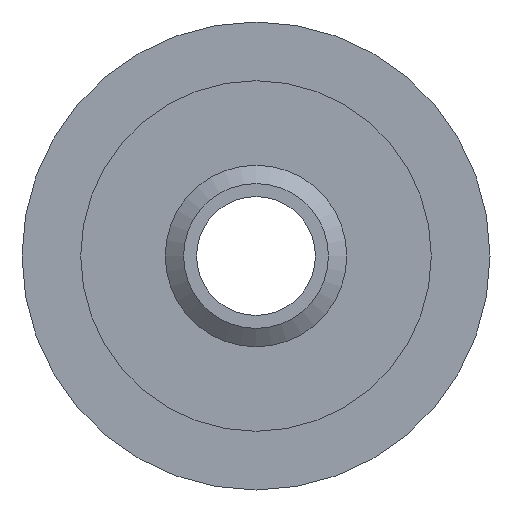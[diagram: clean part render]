
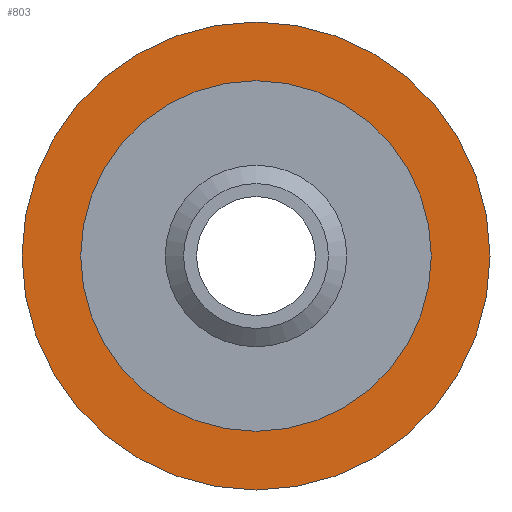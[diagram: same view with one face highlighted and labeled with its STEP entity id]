
A CAD part, front view. The second image highlights one B-rep face of the part: STEP entity #803.
In plain terms, the highlighted planar face has unit normal (0, -1, 0).
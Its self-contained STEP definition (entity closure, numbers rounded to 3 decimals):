
#77=FACE_BOUND('',#198,.T.);
#86=PLANE('',#935);
#138=FACE_OUTER_BOUND('',#197,.T.);
#197=EDGE_LOOP('',(#574,#575));
#198=EDGE_LOOP('',(#576,#577));
#307=CIRCLE('',#923,27.5);
#308=CIRCLE('',#924,27.5);
#313=CIRCLE('',#933,20.6);
#314=CIRCLE('',#934,20.6);
#356=VERTEX_POINT('',#1285);
#357=VERTEX_POINT('',#1287);
#362=VERTEX_POINT('',#1303);
#363=VERTEX_POINT('',#1305);
#431=EDGE_CURVE('',#356,#357,#307,.T.);
#432=EDGE_CURVE('',#357,#356,#308,.T.);
#439=EDGE_CURVE('',#363,#362,#313,.T.);
#440=EDGE_CURVE('',#362,#363,#314,.T.);
#574=ORIENTED_EDGE('',*,*,#432,.F.);
#575=ORIENTED_EDGE('',*,*,#431,.F.);
#576=ORIENTED_EDGE('',*,*,#439,.T.);
#577=ORIENTED_EDGE('',*,*,#440,.T.);
#803=ADVANCED_FACE('',(#138,#77),#86,.T.);
#923=AXIS2_PLACEMENT_3D('',#1288,#1044,#1045);
#924=AXIS2_PLACEMENT_3D('',#1289,#1046,#1047);
#933=AXIS2_PLACEMENT_3D('',#1306,#1066,#1067);
#934=AXIS2_PLACEMENT_3D('',#1307,#1068,#1069);
#935=AXIS2_PLACEMENT_3D('',#1308,#1070,#1071);
#1044=DIRECTION('center_axis',(0.,1.,0.));
#1045=DIRECTION('ref_axis',(1.,0.,0.));
#1046=DIRECTION('center_axis',(0.,1.,0.));
#1047=DIRECTION('ref_axis',(1.,0.,0.));
#1066=DIRECTION('center_axis',(0.,1.,0.));
#1067=DIRECTION('ref_axis',(1.,0.,0.));
#1068=DIRECTION('center_axis',(0.,1.,0.));
#1069=DIRECTION('ref_axis',(1.,0.,0.));
#1070=DIRECTION('center_axis',(0.,-1.,0.));
#1071=DIRECTION('ref_axis',(0.,0.,-1.));
#1285=CARTESIAN_POINT('',(27.5,0.,0.));
#1287=CARTESIAN_POINT('',(-27.5,0.,0.));
#1288=CARTESIAN_POINT('Origin',(0.,0.,0.));
#1289=CARTESIAN_POINT('Origin',(0.,0.,0.));
#1303=CARTESIAN_POINT('',(20.6,0.,0.));
#1305=CARTESIAN_POINT('',(-20.6,0.,0.));
#1306=CARTESIAN_POINT('Origin',(0.,0.,0.));
#1307=CARTESIAN_POINT('Origin',(0.,0.,0.));
#1308=CARTESIAN_POINT('Origin',(-27.5,0.,0.));
